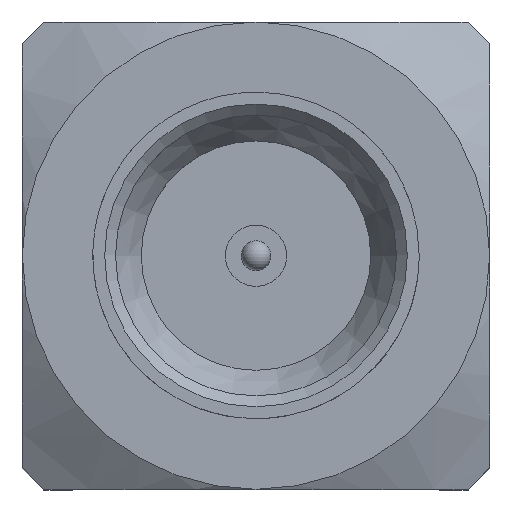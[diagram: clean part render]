
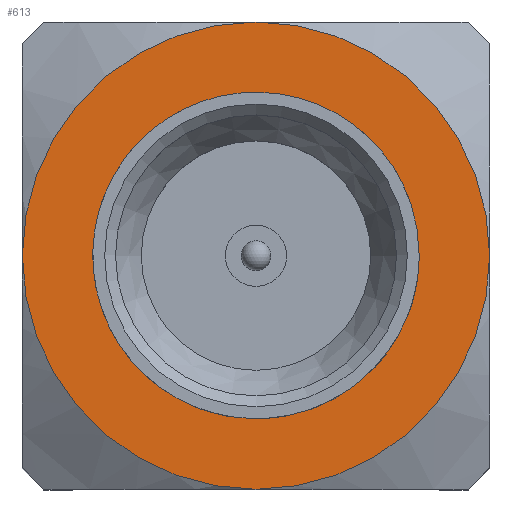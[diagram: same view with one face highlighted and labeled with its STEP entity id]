
A CAD part, top view. The second image highlights one B-rep face of the part: STEP entity #613.
In plain terms, the highlighted planar face has unit normal (0, 0, 1).
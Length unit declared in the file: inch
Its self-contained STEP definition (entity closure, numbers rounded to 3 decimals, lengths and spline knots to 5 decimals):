
#39 = CIRCLE ( 'NONE', #499, 0.11811 ) ;
#49 = DIRECTION ( 'NONE',  ( 0., 0., -1. ) ) ;
#54 = AXIS2_PLACEMENT_3D ( 'NONE', #396, #856, #768 ) ;
#80 = CARTESIAN_POINT ( 'NONE',  ( 0., 0., 0.20611 ) ) ;
#104 = ORIENTED_EDGE ( 'NONE', *, *, #1118, .T. ) ;
#115 = CIRCLE ( 'NONE', #526, 0.0825 ) ;
#129 = VERTEX_POINT ( 'NONE', #1081 ) ;
#152 = DIRECTION ( 'NONE',  ( 0., 0., -1. ) ) ;
#159 = EDGE_CURVE ( 'NONE', #189, #1010, #39, .T. ) ;
#189 = VERTEX_POINT ( 'NONE', #860 ) ;
#230 = VERTEX_POINT ( 'NONE', #508 ) ;
#272 = DIRECTION ( 'NONE',  ( 0., 0., 1. ) ) ;
#304 = CARTESIAN_POINT ( 'NONE',  ( 0., 0., 0.20611 ) ) ;
#318 = EDGE_LOOP ( 'NONE', ( #104, #731, #920, #755 ) ) ;
#323 = CARTESIAN_POINT ( 'NONE',  ( 0., 0., 0.20611 ) ) ;
#346 = EDGE_CURVE ( 'NONE', #129, #129, #115, .T. ) ;
#396 = CARTESIAN_POINT ( 'NONE',  ( 0., 0., 0.20611 ) ) ;
#431 = AXIS2_PLACEMENT_3D ( 'NONE', #323, #152, #1155 ) ;
#440 = FACE_BOUND ( 'NONE', #1202, .T. ) ;
#449 = CARTESIAN_POINT ( 'NONE',  ( 0., 0.11811, 0.20611 ) ) ;
#470 = CIRCLE ( 'NONE', #54, 0.11811 ) ;
#499 = AXIS2_PLACEMENT_3D ( 'NONE', #675, #1046, #759 ) ;
#505 = PLANE ( 'NONE',  #431 ) ;
#508 = CARTESIAN_POINT ( 'NONE',  ( -0.11811, 0., 0.20611 ) ) ;
#526 = AXIS2_PLACEMENT_3D ( 'NONE', #782, #49, #970 ) ;
#531 = AXIS2_PLACEMENT_3D ( 'NONE', #304, #861, #1047 ) ;
#613 = ADVANCED_FACE ( 'NONE', ( #440, #1065 ), #505, .F. ) ;
#675 = CARTESIAN_POINT ( 'NONE',  ( 0., 0., 0.20611 ) ) ;
#731 = ORIENTED_EDGE ( 'NONE', *, *, #907, .T. ) ;
#755 = ORIENTED_EDGE ( 'NONE', *, *, #890, .T. ) ;
#759 = DIRECTION ( 'NONE',  ( 1., 0., 0. ) ) ;
#768 = DIRECTION ( 'NONE',  ( 1., 0., 0. ) ) ;
#782 = CARTESIAN_POINT ( 'NONE',  ( 0., 0., 0.20611 ) ) ;
#814 = DIRECTION ( 'NONE',  ( 1., 0., 0. ) ) ;
#856 = DIRECTION ( 'NONE',  ( 0., 0., 1. ) ) ;
#860 = CARTESIAN_POINT ( 'NONE',  ( 0., -0.11811, 0.20611 ) ) ;
#861 = DIRECTION ( 'NONE',  ( 0., 0., 1. ) ) ;
#884 = CARTESIAN_POINT ( 'NONE',  ( 0.11811, 0., 0.20611 ) ) ;
#890 = EDGE_CURVE ( 'NONE', #1010, #1135, #470, .T. ) ;
#907 = EDGE_CURVE ( 'NONE', #230, #189, #1194, .T. ) ;
#920 = ORIENTED_EDGE ( 'NONE', *, *, #159, .T. ) ;
#970 = DIRECTION ( 'NONE',  ( -1., 0., 0. ) ) ;
#1010 = VERTEX_POINT ( 'NONE', #884 ) ;
#1046 = DIRECTION ( 'NONE',  ( 0., 0., 1. ) ) ;
#1047 = DIRECTION ( 'NONE',  ( 1., 0., 0. ) ) ;
#1051 = ORIENTED_EDGE ( 'NONE', *, *, #346, .T. ) ;
#1065 = FACE_OUTER_BOUND ( 'NONE', #318, .T. ) ;
#1081 = CARTESIAN_POINT ( 'NONE',  ( -0.0825, 0., 0.20611 ) ) ;
#1118 = EDGE_CURVE ( 'NONE', #1135, #230, #1148, .T. ) ;
#1135 = VERTEX_POINT ( 'NONE', #449 ) ;
#1148 = CIRCLE ( 'NONE', #1178, 0.11811 ) ;
#1155 = DIRECTION ( 'NONE',  ( -1., 0., 0. ) ) ;
#1178 = AXIS2_PLACEMENT_3D ( 'NONE', #80, #272, #814 ) ;
#1194 = CIRCLE ( 'NONE', #531, 0.11811 ) ;
#1202 = EDGE_LOOP ( 'NONE', ( #1051 ) ) ;
